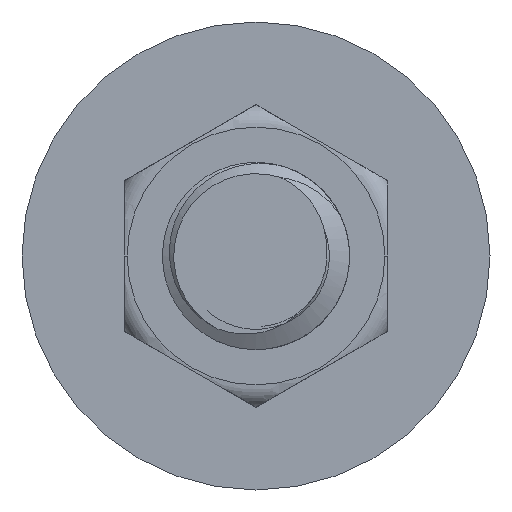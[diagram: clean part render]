
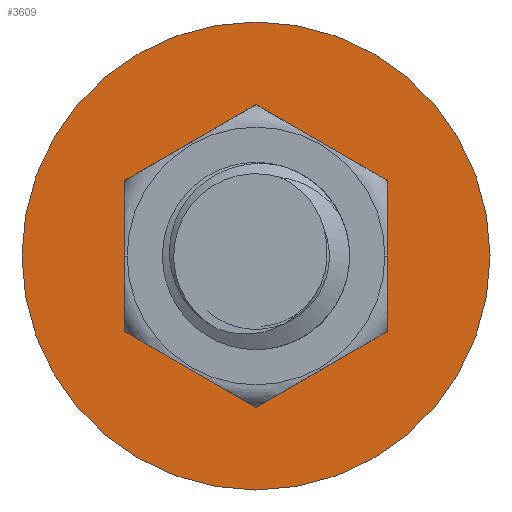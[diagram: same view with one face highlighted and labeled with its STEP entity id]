
A CAD part, left-side view. The second image highlights one B-rep face of the part: STEP entity #3609.
In plain terms, the highlighted planar face has unit normal (-1, 0, 0).
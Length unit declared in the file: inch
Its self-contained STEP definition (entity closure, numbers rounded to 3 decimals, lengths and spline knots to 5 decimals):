
#528 = CARTESIAN_POINT ( 'NONE',  ( -0.68143, 0.03813, 0.37729 ) ) ;
#840 = DIRECTION ( 'NONE',  ( 0., -1., 0. ) ) ;
#841 = DIRECTION ( 'NONE',  ( -1., 0., 0. ) ) ;
#842 = CARTESIAN_POINT ( 'NONE',  ( -0.68143, 0.35063, 0.37729 ) ) ;
#870 = AXIS2_PLACEMENT_3D ( 'NONE', #842, #841, #840 ) ;
#875 = CARTESIAN_POINT ( 'NONE',  ( -0.68143, 0.66313, 0.37729 ) ) ;
#882 = CIRCLE ( 'NONE', #870, 0.3125 ) ;
#2172 = EDGE_CURVE ( 'NONE', #2200, #3445, #3775, .T. ) ;
#2200 = VERTEX_POINT ( 'NONE', #3662 ) ;
#2950 = VERTEX_POINT ( 'NONE', #528 ) ;
#3047 = EDGE_CURVE ( 'NONE', #2950, #3050, #882, .T. ) ;
#3050 = VERTEX_POINT ( 'NONE', #875 ) ;
#3354 = VERTEX_POINT ( 'NONE', #6910 ) ;
#3357 = EDGE_CURVE ( 'NONE', #3412, #3354, #7024, .T. ) ;
#3412 = VERTEX_POINT ( 'NONE', #7399 ) ;
#3433 = EDGE_CURVE ( 'NONE', #3445, #3412, #7370, .T. ) ;
#3445 = VERTEX_POINT ( 'NONE', #7415 ) ;
#3450 = VERTEX_POINT ( 'NONE', #8745 ) ;
#3463 = EDGE_CURVE ( 'NONE', #3354, #3450, #11712, .T. ) ;
#3537 = ORIENTED_EDGE ( 'NONE', *, *, #3433, .F. ) ;
#3538 = ORIENTED_EDGE ( 'NONE', *, *, #3357, .F. ) ;
#3540 = ORIENTED_EDGE ( 'NONE', *, *, #3781, .F. ) ;
#3603 = EDGE_LOOP ( 'NONE', ( #3717, #3610 ) ) ;
#3608 = EDGE_LOOP ( 'NONE', ( #3716, #3538, #3537, #3611, #3540 ) ) ;
#3609 = ADVANCED_FACE ( 'NONE', ( #6085, #6078 ), #6087, .T. ) ;
#3610 = ORIENTED_EDGE ( 'NONE', *, *, #3047, .T. ) ;
#3611 = ORIENTED_EDGE ( 'NONE', *, *, #2172, .F. ) ;
#3622 = EDGE_CURVE ( 'NONE', #3050, #2950, #6077, .T. ) ;
#3662 = CARTESIAN_POINT ( 'NONE',  ( -0.68143, 0.42638, 0.44258 ) ) ;
#3698 = CARTESIAN_POINT ( 'NONE',  ( -0.68143, 0.40717, 0.26581 ) ) ;
#3699 = CARTESIAN_POINT ( 'NONE',  ( -0.68143, 0.41438, 0.27055 ) ) ;
#3700 = CARTESIAN_POINT ( 'NONE',  ( -0.68143, 0.42105, 0.27601 ) ) ;
#3701 = CARTESIAN_POINT ( 'NONE',  ( -0.68143, 0.43309, 0.28808 ) ) ;
#3702 = CARTESIAN_POINT ( 'NONE',  ( -0.68143, 0.43857, 0.29481 ) ) ;
#3703 = CARTESIAN_POINT ( 'NONE',  ( -0.68143, 0.44781, 0.30923 ) ) ;
#3704 = CARTESIAN_POINT ( 'NONE',  ( -0.68143, 0.45157, 0.31686 ) ) ;
#3705 = CARTESIAN_POINT ( 'NONE',  ( -0.68143, 0.45739, 0.33298 ) ) ;
#3706 = CARTESIAN_POINT ( 'NONE',  ( -0.68143, 0.4594, 0.34141 ) ) ;
#3707 = CARTESIAN_POINT ( 'NONE',  ( -0.68143, 0.46147, 0.35834 ) ) ;
#3708 = CARTESIAN_POINT ( 'NONE',  ( -0.68143, 0.46155, 0.36704 ) ) ;
#3709 = CARTESIAN_POINT ( 'NONE',  ( -0.68143, 0.45979, 0.38405 ) ) ;
#3710 = CARTESIAN_POINT ( 'NONE',  ( -0.68143, 0.45791, 0.39238 ) ) ;
#3716 = ORIENTED_EDGE ( 'NONE', *, *, #3463, .F. ) ;
#3717 = ORIENTED_EDGE ( 'NONE', *, *, #3622, .T. ) ;
#3751 = CARTESIAN_POINT ( 'NONE',  ( -0.68143, 0.45201, 0.40862 ) ) ;
#3752 = CARTESIAN_POINT ( 'NONE',  ( -0.68143, 0.44812, 0.41622 ) ) ;
#3753 = CARTESIAN_POINT ( 'NONE',  ( -0.68143, 0.43851, 0.43038 ) ) ;
#3754 = CARTESIAN_POINT ( 'NONE',  ( -0.68143, 0.43276, 0.43692 ) ) ;
#3755 = CARTESIAN_POINT ( 'NONE',  ( -0.68143, 0.42638, 0.44258 ) ) ;
#3775 = B_SPLINE_CURVE_WITH_KNOTS ( 'NONE', 3,
 ( #3755, #3754, #3753, #3752, #3751, #3710, #3709, #3708, #3707, #3706, #3705, #3704, #3703, #3702, #3701, #3700, #3699, #3698 ),
 .UNSPECIFIED., .F., .F.,
 ( 4, 2, 2, 2, 2, 2, 2, 2, 4 ),
 ( 0.00039, 0.00104, 0.00169, 0.00234, 0.00299, 0.00364, 0.00429, 0.00494, 0.00559 ),
 .UNSPECIFIED. ) ;
#3781 = EDGE_CURVE ( 'NONE', #3450, #2200, #8614, .T. ) ;
#6058 = DIRECTION ( 'NONE',  ( 0., -1., 0. ) ) ;
#6075 = DIRECTION ( 'NONE',  ( -1., 0., 0. ) ) ;
#6076 = AXIS2_PLACEMENT_3D ( 'NONE', #6079, #6081, #6083 ) ;
#6077 = CIRCLE ( 'NONE', #6088, 0.3125 ) ;
#6078 = FACE_BOUND ( 'NONE', #3608, .T. ) ;
#6079 = CARTESIAN_POINT ( 'NONE',  ( -0.68143, 0.35063, 0.37729 ) ) ;
#6080 = CARTESIAN_POINT ( 'NONE',  ( -0.68143, 0.35063, 0.37729 ) ) ;
#6081 = DIRECTION ( 'NONE',  ( -1., 0., 0. ) ) ;
#6083 = DIRECTION ( 'NONE',  ( 0., -1., 0. ) ) ;
#6085 = FACE_OUTER_BOUND ( 'NONE', #3603, .T. ) ;
#6087 = PLANE ( 'NONE',  #6076 ) ;
#6088 = AXIS2_PLACEMENT_3D ( 'NONE', #6080, #6075, #6058 ) ;
#6910 = CARTESIAN_POINT ( 'NONE',  ( -0.68143, 0.31178, 0.25849 ) ) ;
#7020 = DIRECTION ( 'NONE',  ( 0., 0., 1. ) ) ;
#7024 = CIRCLE ( 'NONE', #7062, 0.125 ) ;
#7060 = DIRECTION ( 'NONE',  ( -1., 0., 0. ) ) ;
#7061 = CARTESIAN_POINT ( 'NONE',  ( -0.68143, 0.35063, 0.37729 ) ) ;
#7062 = AXIS2_PLACEMENT_3D ( 'NONE', #7061, #7060, #7020 ) ;
#7370 = CIRCLE ( 'NONE', #7378, 0.125 ) ;
#7375 = DIRECTION ( 'NONE',  ( 0., 0., 1. ) ) ;
#7376 = DIRECTION ( 'NONE',  ( -1., 0., 0. ) ) ;
#7377 = CARTESIAN_POINT ( 'NONE',  ( -0.68143, 0.35063, 0.37729 ) ) ;
#7378 = AXIS2_PLACEMENT_3D ( 'NONE', #7377, #7376, #7375 ) ;
#7399 = CARTESIAN_POINT ( 'NONE',  ( -0.68143, 0.35063, 0.25229 ) ) ;
#7415 = CARTESIAN_POINT ( 'NONE',  ( -0.68143, 0.40717, 0.26581 ) ) ;
#8605 = AXIS2_PLACEMENT_3D ( 'NONE', #8611, #8612, #8613 ) ;
#8611 = CARTESIAN_POINT ( 'NONE',  ( -0.68143, 0.35063, 0.37729 ) ) ;
#8612 = DIRECTION ( 'NONE',  ( -1., 0., 0. ) ) ;
#8613 = DIRECTION ( 'NONE',  ( 0., -1., 0. ) ) ;
#8614 = CIRCLE ( 'NONE', #8605, 0.1 ) ;
#8745 = CARTESIAN_POINT ( 'NONE',  ( -0.68143, 0.26557, 0.42988 ) ) ;
#11689 = CARTESIAN_POINT ( 'NONE',  ( -0.68143, 0.26557, 0.42988 ) ) ;
#11690 = CARTESIAN_POINT ( 'NONE',  ( -0.68143, 0.26009, 0.42326 ) ) ;
#11691 = CARTESIAN_POINT ( 'NONE',  ( -0.68143, 0.25545, 0.41593 ) ) ;
#11692 = CARTESIAN_POINT ( 'NONE',  ( -0.68143, 0.24823, 0.40054 ) ) ;
#11693 = CARTESIAN_POINT ( 'NONE',  ( -0.68143, 0.24555, 0.39228 ) ) ;
#11694 = CARTESIAN_POINT ( 'NONE',  ( -0.68143, 0.24239, 0.37546 ) ) ;
#11695 = CARTESIAN_POINT ( 'NONE',  ( -0.68143, 0.24186, 0.36697 ) ) ;
#11696 = CARTESIAN_POINT ( 'NONE',  ( -0.68143, 0.24267, 0.34986 ) ) ;
#11697 = CARTESIAN_POINT ( 'NONE',  ( -0.68143, 0.24407, 0.34133 ) ) ;
#11698 = CARTESIAN_POINT ( 'NONE',  ( -0.68143, 0.24871, 0.32498 ) ) ;
#11699 = CARTESIAN_POINT ( 'NONE',  ( -0.68143, 0.252, 0.31697 ) ) ;
#11700 = CARTESIAN_POINT ( 'NONE',  ( -0.68143, 0.26027, 0.302 ) ) ;
#11701 = CARTESIAN_POINT ( 'NONE',  ( -0.68143, 0.26521, 0.2951 ) ) ;
#11702 = CARTESIAN_POINT ( 'NONE',  ( -0.68143, 0.27653, 0.28235 ) ) ;
#11703 = CARTESIAN_POINT ( 'NONE',  ( -0.68143, 0.28294, 0.2765 ) ) ;
#11704 = CARTESIAN_POINT ( 'NONE',  ( -0.68143, 0.29661, 0.2664 ) ) ;
#11705 = CARTESIAN_POINT ( 'NONE',  ( -0.68143, 0.30394, 0.26207 ) ) ;
#11706 = CARTESIAN_POINT ( 'NONE',  ( -0.68143, 0.31178, 0.25849 ) ) ;
#11712 = B_SPLINE_CURVE_WITH_KNOTS ( 'NONE', 3,
 ( #11706, #11705, #11704, #11703, #11702, #11701, #11700, #11699, #11698, #11697, #11696, #11695, #11694, #11693, #11692, #11691, #11690, #11689 ),
 .UNSPECIFIED., .F., .F.,
 ( 4, 2, 2, 2, 2, 2, 2, 2, 4 ),
 ( 0., 0.00065, 0.00129, 0.00194, 0.00259, 0.00324, 0.00388, 0.00453, 0.00518 ),
 .UNSPECIFIED. ) ;
